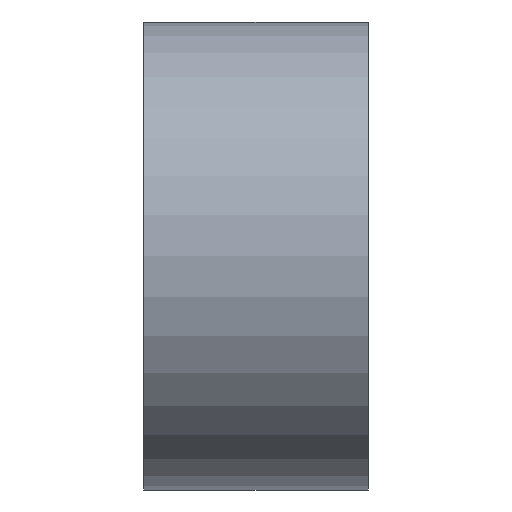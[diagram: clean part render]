
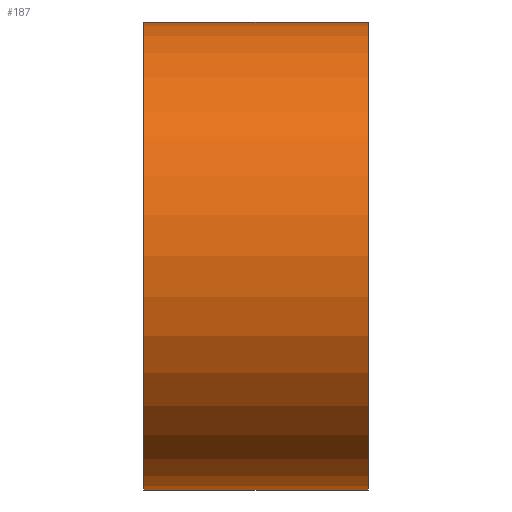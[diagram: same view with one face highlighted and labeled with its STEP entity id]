
A CAD part, front view. The second image highlights one B-rep face of the part: STEP entity #187.
In plain terms, the highlighted cylindrical face has radius 5 mm (diameter 10 mm), a partial arc.
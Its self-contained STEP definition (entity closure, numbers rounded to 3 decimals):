
#79 = EDGE_CURVE('',#80,#82,#84,.T.);
#80 = VERTEX_POINT('',#81);
#81 = CARTESIAN_POINT('',(4.8,0.,5.));
#82 = VERTEX_POINT('',#83);
#83 = CARTESIAN_POINT('',(4.8,0.,-5.));
#84 = CIRCLE('',#85,5.);
#85 = AXIS2_PLACEMENT_3D('',#86,#87,#88);
#86 = CARTESIAN_POINT('',(4.8,0.,0.));
#87 = DIRECTION('',(1.,0.,0.));
#88 = DIRECTION('',(0.,1.,0.));
#138 = EDGE_CURVE('',#139,#141,#143,.T.);
#139 = VERTEX_POINT('',#140);
#140 = CARTESIAN_POINT('',(0.,0.,5.));
#141 = VERTEX_POINT('',#142);
#142 = CARTESIAN_POINT('',(0.,0.,-5.));
#143 = CIRCLE('',#144,5.);
#144 = AXIS2_PLACEMENT_3D('',#145,#146,#147);
#145 = CARTESIAN_POINT('',(0.,0.,0.));
#146 = DIRECTION('',(1.,0.,0.));
#147 = DIRECTION('',(0.,1.,0.));
#187 = ADVANCED_FACE('',(#188),#204,.T.);
#188 = FACE_BOUND('',#189,.F.);
#189 = EDGE_LOOP('',(#190,#196,#197,#203));
#190 = ORIENTED_EDGE('',*,*,#191,.T.);
#191 = EDGE_CURVE('',#139,#80,#192,.T.);
#192 = LINE('',#193,#194);
#193 = CARTESIAN_POINT('',(0.,0.,5.));
#194 = VECTOR('',#195,1.);
#195 = DIRECTION('',(1.,0.,0.));
#196 = ORIENTED_EDGE('',*,*,#79,.T.);
#197 = ORIENTED_EDGE('',*,*,#198,.F.);
#198 = EDGE_CURVE('',#141,#82,#199,.T.);
#199 = LINE('',#200,#201);
#200 = CARTESIAN_POINT('',(0.,0.,-5.));
#201 = VECTOR('',#202,1.);
#202 = DIRECTION('',(1.,0.,0.));
#203 = ORIENTED_EDGE('',*,*,#138,.F.);
#204 = CYLINDRICAL_SURFACE('',#205,5.);
#205 = AXIS2_PLACEMENT_3D('',#206,#207,#208);
#206 = CARTESIAN_POINT('',(0.,0.,0.));
#207 = DIRECTION('',(-1.,-0.,0.));
#208 = DIRECTION('',(0.,1.,0.));
